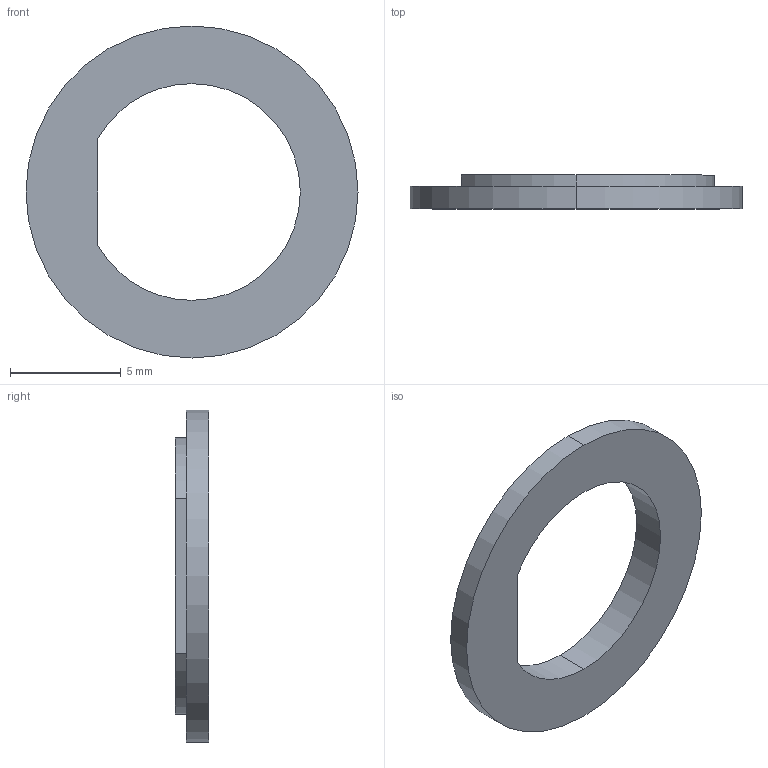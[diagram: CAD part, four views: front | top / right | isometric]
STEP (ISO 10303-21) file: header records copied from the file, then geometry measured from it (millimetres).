
FILE_DESCRIPTION (( 'STEP AP214' ), '1' );
FILE_NAME ('BA-IW.STEP', '2006-08-25T19:26:25', ( 'L-COM' ), ( 'L-COM' ), 'SwSTEP 2.0', 'SolidWorks 2006052', '' );
FILE_SCHEMA (( 'AUTOMOTIVE_DESIGN' ));
Length unit declared in the file: inch
Products named in the file (1): BA-IW
Bounding box: 14.99 x 1.52 x 14.99 mm (x, y, z)
Volume: 127.6 mm3; surface area: 320.7 mm2
Topology: 1 solids, 1 shells, 13 faces, 30 edges, 20 vertices
Faces by surface type: cylinder 8, plane 5
Entity records: 463 total; most frequent: DIRECTION 74, CARTESIAN_POINT 64, ORIENTED_EDGE 60, EDGE_CURVE 30, AXIS2_PLACEMENT_3D 30, VERTEX_POINT 20, EDGE_LOOP 16, CIRCLE 16
